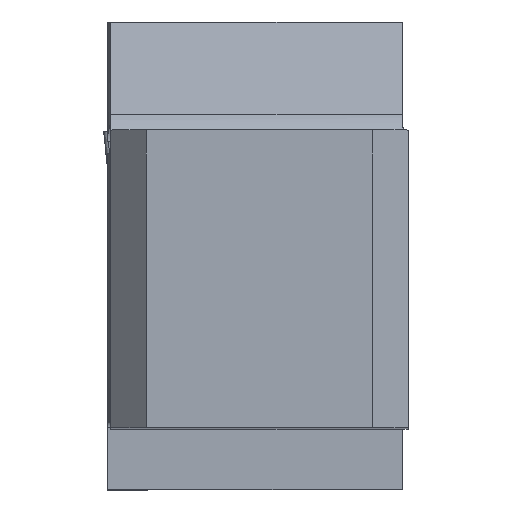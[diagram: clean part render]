
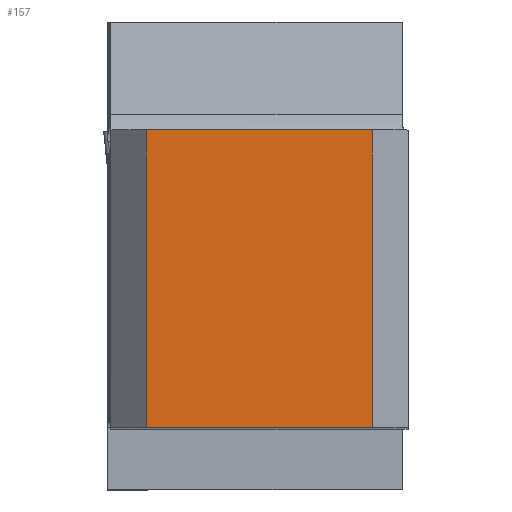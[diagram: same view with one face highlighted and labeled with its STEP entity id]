
A CAD part, top view. The second image highlights one B-rep face of the part: STEP entity #157.
In plain terms, the highlighted planar face has unit normal (0, 0, 1).
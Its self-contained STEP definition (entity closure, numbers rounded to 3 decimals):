
#157=ADVANCED_FACE('CU_BACK_SU1',(#286),#226,.F.);
#226=PLANE('',#1616);
#286=FACE_OUTER_BOUND('',#359,.T.);
#359=EDGE_LOOP('',(#560,#561,#562,#563));
#560=ORIENTED_EDGE('',*,*,#1079,.F.);
#561=ORIENTED_EDGE('',*,*,#1077,.T.);
#562=ORIENTED_EDGE('',*,*,#1080,.T.);
#563=ORIENTED_EDGE('',*,*,#1048,.F.);
#903=VERTEX_POINT('',#2203);
#904=VERTEX_POINT('',#2205);
#918=VERTEX_POINT('',#2275);
#919=VERTEX_POINT('',#2277);
#1048=EDGE_CURVE('',#903,#904,#1246,.T.);
#1077=EDGE_CURVE('',#919,#918,#1265,.T.);
#1079=EDGE_CURVE('',#919,#903,#1267,.T.);
#1080=EDGE_CURVE('',#918,#904,#1268,.T.);
#1246=LINE('',#2204,#1410);
#1265=LINE('',#2276,#1429);
#1267=LINE('',#2280,#1431);
#1268=LINE('',#2281,#1432);
#1410=VECTOR('',#1783,1.);
#1429=VECTOR('',#1836,1.);
#1431=VECTOR('',#1840,1.);
#1432=VECTOR('',#1841,1.);
#1616=AXIS2_PLACEMENT_3D('',#2282,#1842,#1843);
#1783=DIRECTION('',(1.,0.,0.));
#1836=DIRECTION('',(1.,0.,0.));
#1840=DIRECTION('',(0.,1.,0.));
#1841=DIRECTION('',(0.,1.,0.));
#1842=DIRECTION('',(0.,0.,-1.));
#1843=DIRECTION('',(-1.,0.,0.));
#2203=CARTESIAN_POINT('',(-21.925,24.925,0.));
#2204=CARTESIAN_POINT('',(-110.,24.925,0.));
#2205=CARTESIAN_POINT('',(-3.,24.925,0.));
#2275=CARTESIAN_POINT('',(-3.,0.,0.));
#2276=CARTESIAN_POINT('',(-110.,0.,0.));
#2277=CARTESIAN_POINT('',(-21.925,0.,0.));
#2280=CARTESIAN_POINT('',(-21.925,0.,0.));
#2281=CARTESIAN_POINT('',(-3.,0.,0.));
#2282=CARTESIAN_POINT('',(23.246,44.925,0.));
